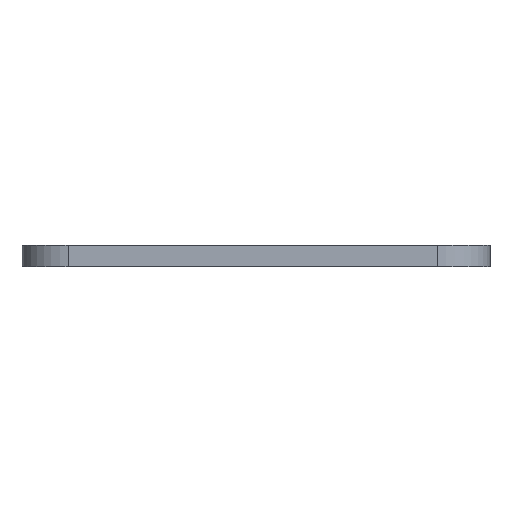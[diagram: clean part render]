
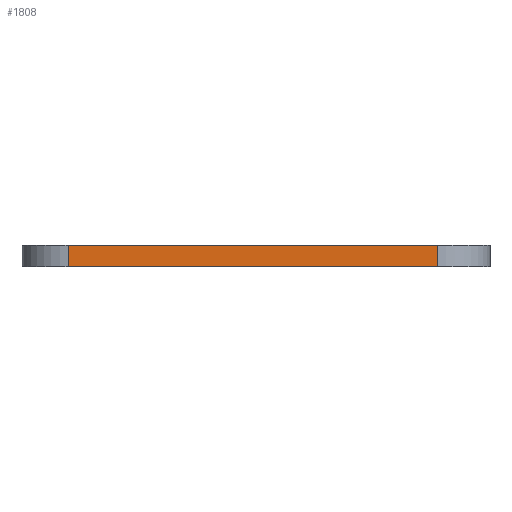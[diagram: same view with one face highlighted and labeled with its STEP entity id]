
A CAD part, left-side view. The second image highlights one B-rep face of the part: STEP entity #1808.
In plain terms, the highlighted planar face has unit normal (-1, 0, 0).
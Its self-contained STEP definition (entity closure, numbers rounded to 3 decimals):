
#83 = PLANE('',#84);
#84 = AXIS2_PLACEMENT_3D('',#85,#86,#87);
#85 = CARTESIAN_POINT('',(148.485,-105.037,1.6));
#86 = DIRECTION('',(-0.,-0.,-1.));
#87 = DIRECTION('',(-1.,0.,0.));
#137 = PLANE('',#138);
#138 = AXIS2_PLACEMENT_3D('',#139,#140,#141);
#139 = CARTESIAN_POINT('',(148.485,-105.037,0.));
#140 = DIRECTION('',(-0.,-0.,-1.));
#141 = DIRECTION('',(-1.,0.,0.));
#246 = CYLINDRICAL_SURFACE('',#247,4.);
#247 = AXIS2_PLACEMENT_3D('',#248,#249,#250);
#248 = CARTESIAN_POINT('',(135.001,-118.758,0.));
#249 = DIRECTION('',(-0.,-0.,-1.));
#250 = DIRECTION('',(1.,0.,-0.));
#317 = VERTEX_POINT('',#318);
#318 = CARTESIAN_POINT('',(131.001,-118.758,0.));
#344 = EDGE_CURVE('',#317,#345,#347,.T.);
#345 = VERTEX_POINT('',#346);
#346 = CARTESIAN_POINT('',(131.001,-90.758,0.));
#347 = SURFACE_CURVE('',#348,(#352,#359),.PCURVE_S1.);
#348 = LINE('',#349,#350);
#349 = CARTESIAN_POINT('',(131.001,-118.758,0.));
#350 = VECTOR('',#351,1.);
#351 = DIRECTION('',(0.,1.,0.));
#352 = PCURVE('',#137,#353);
#353 = DEFINITIONAL_REPRESENTATION('',(#354),#358);
#354 = LINE('',#355,#356);
#355 = CARTESIAN_POINT('',(17.483,-13.721));
#356 = VECTOR('',#357,1.);
#357 = DIRECTION('',(0.,1.));
#358 = ( GEOMETRIC_REPRESENTATION_CONTEXT(2) 
PARAMETRIC_REPRESENTATION_CONTEXT() REPRESENTATION_CONTEXT('2D SPACE',''
  ) );
#359 = PCURVE('',#360,#365);
#360 = PLANE('',#361);
#361 = AXIS2_PLACEMENT_3D('',#362,#363,#364);
#362 = CARTESIAN_POINT('',(131.001,-118.758,0.));
#363 = DIRECTION('',(-1.,0.,0.));
#364 = DIRECTION('',(0.,1.,0.));
#365 = DEFINITIONAL_REPRESENTATION('',(#366),#370);
#366 = LINE('',#367,#368);
#367 = CARTESIAN_POINT('',(0.,0.));
#368 = VECTOR('',#369,1.);
#369 = DIRECTION('',(1.,0.));
#370 = ( GEOMETRIC_REPRESENTATION_CONTEXT(2) 
PARAMETRIC_REPRESENTATION_CONTEXT() REPRESENTATION_CONTEXT('2D SPACE',''
  ) );
#393 = CYLINDRICAL_SURFACE('',#394,3.758);
#394 = AXIS2_PLACEMENT_3D('',#395,#396,#397);
#395 = CARTESIAN_POINT('',(134.751,-91.008,0.));
#396 = DIRECTION('',(-0.,-0.,-1.));
#397 = DIRECTION('',(1.,0.,-0.));
#1078 = VERTEX_POINT('',#1079);
#1079 = CARTESIAN_POINT('',(131.001,-118.758,1.6));
#1105 = EDGE_CURVE('',#1078,#1106,#1108,.T.);
#1106 = VERTEX_POINT('',#1107);
#1107 = CARTESIAN_POINT('',(131.001,-90.758,1.6));
#1108 = SURFACE_CURVE('',#1109,(#1113,#1120),.PCURVE_S1.);
#1109 = LINE('',#1110,#1111);
#1110 = CARTESIAN_POINT('',(131.001,-118.758,1.6));
#1111 = VECTOR('',#1112,1.);
#1112 = DIRECTION('',(0.,1.,0.));
#1113 = PCURVE('',#83,#1114);
#1114 = DEFINITIONAL_REPRESENTATION('',(#1115),#1119);
#1115 = LINE('',#1116,#1117);
#1116 = CARTESIAN_POINT('',(17.483,-13.721));
#1117 = VECTOR('',#1118,1.);
#1118 = DIRECTION('',(0.,1.));
#1119 = ( GEOMETRIC_REPRESENTATION_CONTEXT(2) 
PARAMETRIC_REPRESENTATION_CONTEXT() REPRESENTATION_CONTEXT('2D SPACE',''
  ) );
#1120 = PCURVE('',#360,#1121);
#1121 = DEFINITIONAL_REPRESENTATION('',(#1122),#1126);
#1122 = LINE('',#1123,#1124);
#1123 = CARTESIAN_POINT('',(0.,-1.6));
#1124 = VECTOR('',#1125,1.);
#1125 = DIRECTION('',(1.,0.));
#1126 = ( GEOMETRIC_REPRESENTATION_CONTEXT(2) 
PARAMETRIC_REPRESENTATION_CONTEXT() REPRESENTATION_CONTEXT('2D SPACE',''
  ) );
#1758 = EDGE_CURVE('',#317,#1078,#1759,.T.);
#1759 = SURFACE_CURVE('',#1760,(#1764,#1771),.PCURVE_S1.);
#1760 = LINE('',#1761,#1762);
#1761 = CARTESIAN_POINT('',(131.001,-118.758,0.));
#1762 = VECTOR('',#1763,1.);
#1763 = DIRECTION('',(0.,0.,1.));
#1764 = PCURVE('',#246,#1765);
#1765 = DEFINITIONAL_REPRESENTATION('',(#1766),#1770);
#1766 = LINE('',#1767,#1768);
#1767 = CARTESIAN_POINT('',(-3.142,0.));
#1768 = VECTOR('',#1769,1.);
#1769 = DIRECTION('',(-0.,-1.));
#1770 = ( GEOMETRIC_REPRESENTATION_CONTEXT(2) 
PARAMETRIC_REPRESENTATION_CONTEXT() REPRESENTATION_CONTEXT('2D SPACE',''
  ) );
#1771 = PCURVE('',#360,#1772);
#1772 = DEFINITIONAL_REPRESENTATION('',(#1773),#1777);
#1773 = LINE('',#1774,#1775);
#1774 = CARTESIAN_POINT('',(0.,0.));
#1775 = VECTOR('',#1776,1.);
#1776 = DIRECTION('',(0.,-1.));
#1777 = ( GEOMETRIC_REPRESENTATION_CONTEXT(2) 
PARAMETRIC_REPRESENTATION_CONTEXT() REPRESENTATION_CONTEXT('2D SPACE',''
  ) );
#1808 = ADVANCED_FACE('',(#1809),#360,.T.);
#1809 = FACE_BOUND('',#1810,.T.);
#1810 = EDGE_LOOP('',(#1811,#1812,#1813,#1834));
#1811 = ORIENTED_EDGE('',*,*,#1758,.T.);
#1812 = ORIENTED_EDGE('',*,*,#1105,.T.);
#1813 = ORIENTED_EDGE('',*,*,#1814,.F.);
#1814 = EDGE_CURVE('',#345,#1106,#1815,.T.);
#1815 = SURFACE_CURVE('',#1816,(#1820,#1827),.PCURVE_S1.);
#1816 = LINE('',#1817,#1818);
#1817 = CARTESIAN_POINT('',(131.001,-90.758,0.));
#1818 = VECTOR('',#1819,1.);
#1819 = DIRECTION('',(0.,0.,1.));
#1820 = PCURVE('',#360,#1821);
#1821 = DEFINITIONAL_REPRESENTATION('',(#1822),#1826);
#1822 = LINE('',#1823,#1824);
#1823 = CARTESIAN_POINT('',(28.,0.));
#1824 = VECTOR('',#1825,1.);
#1825 = DIRECTION('',(0.,-1.));
#1826 = ( GEOMETRIC_REPRESENTATION_CONTEXT(2) 
PARAMETRIC_REPRESENTATION_CONTEXT() REPRESENTATION_CONTEXT('2D SPACE',''
  ) );
#1827 = PCURVE('',#393,#1828);
#1828 = DEFINITIONAL_REPRESENTATION('',(#1829),#1833);
#1829 = LINE('',#1830,#1831);
#1830 = CARTESIAN_POINT('',(-3.075,0.));
#1831 = VECTOR('',#1832,1.);
#1832 = DIRECTION('',(-0.,-1.));
#1833 = ( GEOMETRIC_REPRESENTATION_CONTEXT(2) 
PARAMETRIC_REPRESENTATION_CONTEXT() REPRESENTATION_CONTEXT('2D SPACE',''
  ) );
#1834 = ORIENTED_EDGE('',*,*,#344,.F.);
